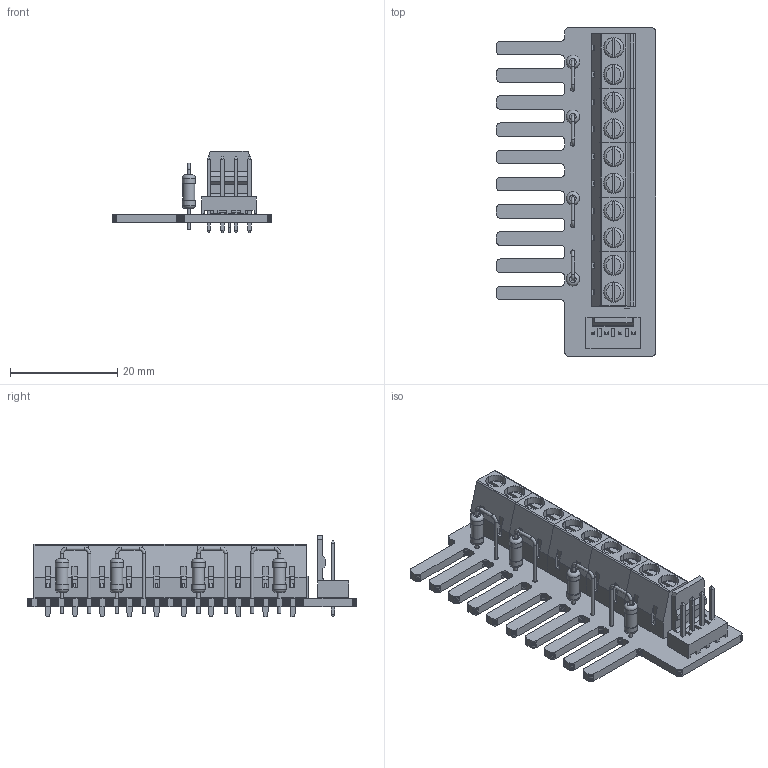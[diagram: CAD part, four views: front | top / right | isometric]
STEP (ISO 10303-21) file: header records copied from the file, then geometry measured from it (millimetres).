
FILE_DESCRIPTION(('KiCad electronic assembly'),'2;1');
FILE_NAME('12.1.1 - PLC Connector.step','2024-07-18T17:44:57',('Pcbnew') ,('Kicad'),'Open CASCADE STEP processor 7.7','KiCad to STEP converter' ,'Unknown');
FILE_SCHEMA(('AUTOMOTIVE_DESIGN { 1 0 10303 214 1 1 1 1 }'));
Length unit declared in the file: millimetre
Products named in the file (8): 12.1.1 - PLC Connector 1; 1729128; R_Axial_DIN0207_L6.3mm_D2.5mm_P5.08mm_Vertical; R_Axial_DIN0207_L63mm_D25mm_P508mm_Vertical; 022292041; 12.1.1 - PLC Connector PCB
Assembly tree (14 placements, depth 3):
  12.1.1 - PLC Connector 1
    1729128  x5
      1729128
    R_Axial_DIN0207_L6.3mm_D2.5mm_P5.08mm_Vertical  x4
      R_Axial_DIN0207_L63mm_D25mm_P508mm_Vertical
    022292041
      022292041
    12.1.1 - PLC Connector PCB
Bounding box: 29.75 x 61.34 x 15.26 mm (x, y, z)
Volume: 5248.5 mm3; surface area: 10676.7 mm2
Topology: 46 solids, 51 shells, 1517 faces, 3915 edges, 2562 vertices
Faces by surface type: plane 1195, cylinder 246, torus 76
Full cylindrical faces by diameter (mm): 0.6 x16, 0.8 x8, 1.245 x4, 1.3 x10, 2.25 x4, 2.5 x8
Entity records: 49977 total; most frequent: CARTESIAN_POINT 8829, DIRECTION 7378, LINE 5520, VECTOR 5520, ORIENTED_EDGE 3908, PCURVE 3908, DEFINITIONAL_REPRESENTATION 3908, EDGE_CURVE 1954
